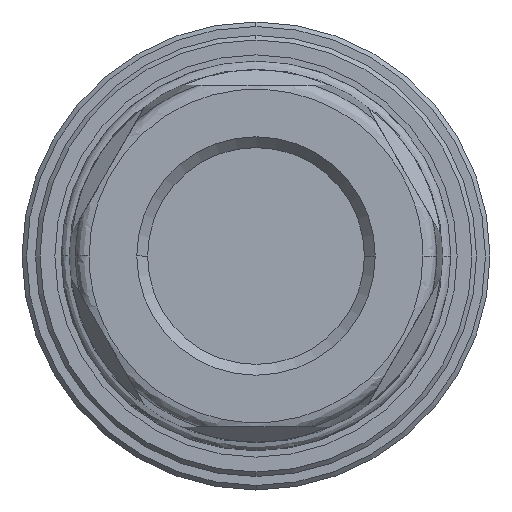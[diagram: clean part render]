
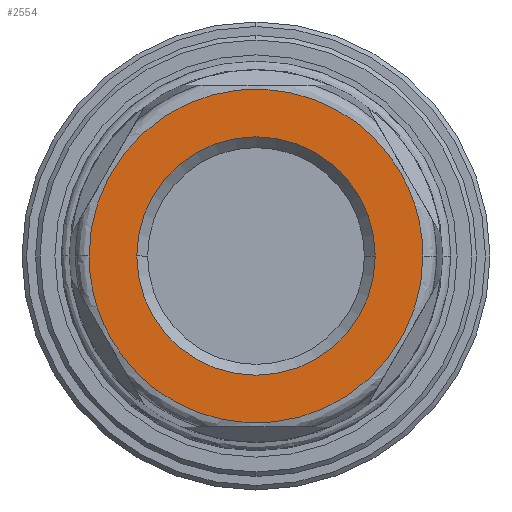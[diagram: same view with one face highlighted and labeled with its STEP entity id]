
A CAD part, left-side view. The second image highlights one B-rep face of the part: STEP entity #2554.
In plain terms, the highlighted planar face has unit normal (-1, 0, 0).
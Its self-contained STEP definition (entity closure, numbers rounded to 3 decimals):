
#60 = EDGE_LOOP ( 'NONE', ( #1854, #1856 ) ) ;
#63 = EDGE_LOOP ( 'NONE', ( #1857, #1858 ) ) ;
#209 = CIRCLE ( 'NONE', #833, 13.25 ) ;
#396 = EDGE_CURVE ( 'NONE', #2954, #2965, #5013, .T. ) ;
#397 = EDGE_CURVE ( 'NONE', #3065, #3136, #5083, .T. ) ;
#450 = EDGE_CURVE ( 'NONE', #2965, #2954, #4989, .T. ) ;
#595 = AXIS2_PLACEMENT_3D ( 'NONE', #3281, #3276, #3279 ) ;
#775 = EDGE_CURVE ( 'NONE', #3136, #3065, #209, .T. ) ;
#833 = AXIS2_PLACEMENT_3D ( 'NONE', #4363, #4362, #4361 ) ;
#1156 = DIRECTION ( 'NONE',  ( 0., 1., 0. ) ) ;
#1157 = DIRECTION ( 'NONE',  ( 1., 0., 0. ) ) ;
#1159 = CARTESIAN_POINT ( 'NONE',  ( 0., 16.822, 0. ) ) ;
#1160 = PLANE ( 'NONE',  #3608 ) ;
#1510 = CARTESIAN_POINT ( 'NONE',  ( 0., -13.25, 0. ) ) ;
#1854 = ORIENTED_EDGE ( 'NONE', *, *, #450, .F. ) ;
#1856 = ORIENTED_EDGE ( 'NONE', *, *, #396, .F. ) ;
#1857 = ORIENTED_EDGE ( 'NONE', *, *, #775, .T. ) ;
#1858 = ORIENTED_EDGE ( 'NONE', *, *, #397, .T. ) ;
#2364 = CARTESIAN_POINT ( 'NONE',  ( 0., 13.25, 0. ) ) ;
#2494 = CARTESIAN_POINT ( 'NONE',  ( 0., -18.543, 0. ) ) ;
#2509 = CARTESIAN_POINT ( 'NONE',  ( 0., 18.543, 0. ) ) ;
#2554 = ADVANCED_FACE ( 'NONE', ( #2628, #2626 ), #1160, .F. ) ;
#2626 = FACE_BOUND ( 'NONE', #63, .T. ) ;
#2628 = FACE_OUTER_BOUND ( 'NONE', #60, .T. ) ;
#2954 = VERTEX_POINT ( 'NONE', #2509 ) ;
#2965 = VERTEX_POINT ( 'NONE', #2494 ) ;
#3065 = VERTEX_POINT ( 'NONE', #2364 ) ;
#3136 = VERTEX_POINT ( 'NONE', #1510 ) ;
#3276 = DIRECTION ( 'NONE',  ( 1., 0., 0. ) ) ;
#3279 = DIRECTION ( 'NONE',  ( 0., -1., 0. ) ) ;
#3281 = CARTESIAN_POINT ( 'NONE',  ( 0., 0., 0. ) ) ;
#3282 = CARTESIAN_POINT ( 'NONE',  ( 0., -18.543, 0. ) ) ;
#3284 = CARTESIAN_POINT ( 'NONE',  ( 0., -18.543, 37.085 ) ) ;
#3285 = CARTESIAN_POINT ( 'NONE',  ( 0., 18.543, 37.085 ) ) ;
#3286 = CARTESIAN_POINT ( 'NONE',  ( 0., 18.543, 0. ) ) ;
#3608 = AXIS2_PLACEMENT_3D ( 'NONE', #1159, #1157, #1156 ) ;
#4361 = DIRECTION ( 'NONE',  ( 0., -1., 0. ) ) ;
#4362 = DIRECTION ( 'NONE',  ( 1., 0., 0. ) ) ;
#4363 = CARTESIAN_POINT ( 'NONE',  ( 0., 0., 0. ) ) ;
#4745 = CARTESIAN_POINT ( 'NONE',  ( 0., 18.543, -37.085 ) ) ;
#4746 = CARTESIAN_POINT ( 'NONE',  ( 0., 18.543, 0. ) ) ;
#4747 = CARTESIAN_POINT ( 'NONE',  ( 0., -18.543, -37.085 ) ) ;
#4750 = CARTESIAN_POINT ( 'NONE',  ( 0., -18.543, 0. ) ) ;
#4989 =( BOUNDED_CURVE ( )  B_SPLINE_CURVE ( 3, ( #4750, #4747, #4745, #4746 ),
 .UNSPECIFIED., .F., .T. ) 
 B_SPLINE_CURVE_WITH_KNOTS ( ( 4, 4 ),
 ( 0., 1. ),
 .UNSPECIFIED. ) 
 CURVE ( )  GEOMETRIC_REPRESENTATION_ITEM ( )  RATIONAL_B_SPLINE_CURVE ( ( 1., 0.333, 0.333, 1. ) ) 
 REPRESENTATION_ITEM ( '' )  );
#5013 =( BOUNDED_CURVE ( )  B_SPLINE_CURVE ( 3, ( #3286, #3285, #3284, #3282 ),
 .UNSPECIFIED., .F., .F. ) 
 B_SPLINE_CURVE_WITH_KNOTS ( ( 4, 4 ),
 ( 0., 1. ),
 .UNSPECIFIED. ) 
 CURVE ( )  GEOMETRIC_REPRESENTATION_ITEM ( )  RATIONAL_B_SPLINE_CURVE ( ( 1., 0.333, 0.333, 1. ) ) 
 REPRESENTATION_ITEM ( '' )  );
#5083 = CIRCLE ( 'NONE', #595, 13.25 ) ;
